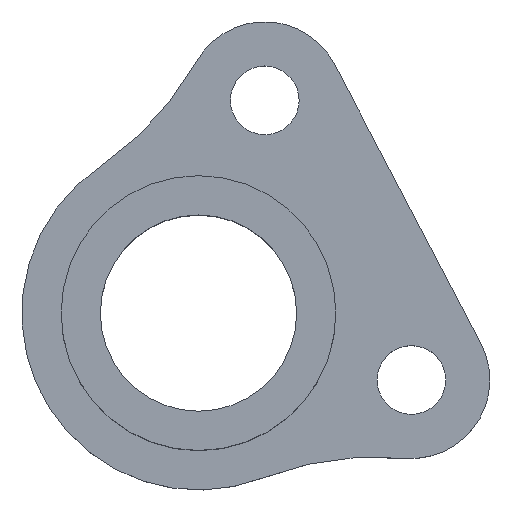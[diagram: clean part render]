
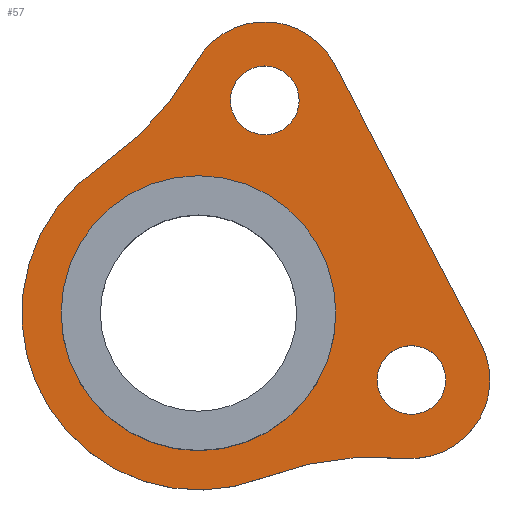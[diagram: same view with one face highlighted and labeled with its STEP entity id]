
A CAD part, top view. The second image highlights one B-rep face of the part: STEP entity #57.
In plain terms, the highlighted planar face has unit normal (0, 0, 1).
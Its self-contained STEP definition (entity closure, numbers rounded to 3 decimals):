
#34=PLANE('',#251);
#38=FACE_BOUND('',#85,.T.);
#39=FACE_BOUND('',#86,.T.);
#40=FACE_BOUND('',#87,.T.);
#41=FACE_BOUND('',#88,.T.);
#57=ADVANCED_FACE('',(#38,#39,#40,#41),#34,.T.);
#85=EDGE_LOOP('',(#130));
#86=EDGE_LOOP('',(#131));
#87=EDGE_LOOP('',(#132,#133,#134,#135,#136,#137));
#88=EDGE_LOOP('',(#138));
#108=CIRCLE('',#241,9.);
#110=CIRCLE('',#244,1.75);
#111=CIRCLE('',#245,1.75);
#112=CIRCLE('',#246,4.);
#113=CIRCLE('',#247,16.);
#114=CIRCLE('',#248,16.);
#115=CIRCLE('',#249,4.);
#116=CIRCLE('',#250,7.);
#130=ORIENTED_EDGE('',*,*,#202,.T.);
#131=ORIENTED_EDGE('',*,*,#203,.T.);
#132=ORIENTED_EDGE('',*,*,#204,.T.);
#133=ORIENTED_EDGE('',*,*,#205,.T.);
#134=ORIENTED_EDGE('',*,*,#206,.T.);
#135=ORIENTED_EDGE('',*,*,#199,.T.);
#136=ORIENTED_EDGE('',*,*,#207,.T.);
#137=ORIENTED_EDGE('',*,*,#208,.T.);
#138=ORIENTED_EDGE('',*,*,#209,.T.);
#178=VERTEX_POINT('',#346);
#180=VERTEX_POINT('',#349);
#182=VERTEX_POINT('',#355);
#183=VERTEX_POINT('',#357);
#184=VERTEX_POINT('',#359);
#185=VERTEX_POINT('',#360);
#186=VERTEX_POINT('',#362);
#187=VERTEX_POINT('',#365);
#188=VERTEX_POINT('',#368);
#199=EDGE_CURVE('',#180,#178,#108,.T.);
#202=EDGE_CURVE('',#182,#182,#110,.T.);
#203=EDGE_CURVE('',#183,#183,#111,.T.);
#204=EDGE_CURVE('',#184,#185,#226,.T.);
#205=EDGE_CURVE('',#185,#186,#112,.T.);
#206=EDGE_CURVE('',#186,#180,#113,.T.);
#207=EDGE_CURVE('',#178,#187,#114,.T.);
#208=EDGE_CURVE('',#187,#184,#115,.T.);
#209=EDGE_CURVE('',#188,#188,#116,.T.);
#226=LINE('',#358,#234);
#234=VECTOR('',#286,1.);
#241=AXIS2_PLACEMENT_3D('',#348,#275,#276);
#244=AXIS2_PLACEMENT_3D('',#354,#282,#283);
#245=AXIS2_PLACEMENT_3D('',#356,#284,#285);
#246=AXIS2_PLACEMENT_3D('',#361,#287,#288);
#247=AXIS2_PLACEMENT_3D('',#363,#289,#290);
#248=AXIS2_PLACEMENT_3D('',#364,#291,#292);
#249=AXIS2_PLACEMENT_3D('',#366,#293,#294);
#250=AXIS2_PLACEMENT_3D('',#367,#295,#296);
#251=AXIS2_PLACEMENT_3D('',#369,#297,#298);
#275=DIRECTION('',(0.,0.,1.));
#276=DIRECTION('',(1.,0.,0.));
#282=DIRECTION('',(0.,0.,-1.));
#283=DIRECTION('',(-1.,0.,0.));
#284=DIRECTION('',(0.,0.,-1.));
#285=DIRECTION('',(-1.,0.,0.));
#286=DIRECTION('',(-0.464,0.886,0.));
#287=DIRECTION('',(0.,0.,1.));
#288=DIRECTION('',(1.,0.,0.));
#289=DIRECTION('',(0.,0.,-1.));
#290=DIRECTION('',(-0.385,0.923,0.));
#291=DIRECTION('',(0.,0.,-1.));
#292=DIRECTION('',(-0.385,0.923,0.));
#293=DIRECTION('',(0.,0.,1.));
#294=DIRECTION('',(1.,0.,0.));
#295=DIRECTION('',(0.,0.,-1.));
#296=DIRECTION('',(1.,0.,0.));
#297=DIRECTION('',(0.,0.,1.));
#298=DIRECTION('',(1.,0.,0.));
#346=CARTESIAN_POINT('',(3.25,-8.393,2.));
#348=CARTESIAN_POINT('',(0.,0.,2.));
#349=CARTESIAN_POINT('',(-5.054,7.447,2.));
#354=CARTESIAN_POINT('',(3.378,10.854,2.));
#355=CARTESIAN_POINT('',(1.628,10.854,2.));
#356=CARTESIAN_POINT('',(10.848,-3.396,2.));
#357=CARTESIAN_POINT('',(9.098,-3.396,2.));
#358=CARTESIAN_POINT('',(19.435,-11.16,2.));
#359=CARTESIAN_POINT('',(14.391,-1.539,2.));
#360=CARTESIAN_POINT('',(6.921,12.711,2.));
#361=CARTESIAN_POINT('',(3.378,10.854,2.));
#362=CARTESIAN_POINT('',(-0.105,12.82,2.));
#363=CARTESIAN_POINT('',(-14.038,20.687,2.));
#364=CARTESIAN_POINT('',(9.028,-23.313,2.));
#365=CARTESIAN_POINT('',(10.484,-7.38,2.));
#366=CARTESIAN_POINT('',(10.848,-3.396,2.));
#367=CARTESIAN_POINT('',(0.,0.,2.));
#368=CARTESIAN_POINT('',(7.,0.,2.));
#369=CARTESIAN_POINT('',(0.,0.,2.));
